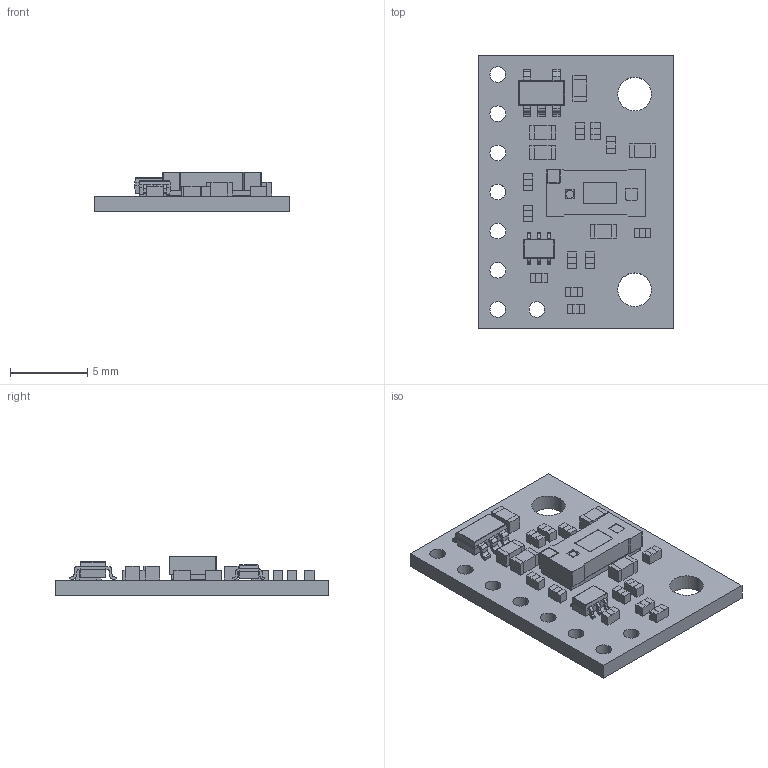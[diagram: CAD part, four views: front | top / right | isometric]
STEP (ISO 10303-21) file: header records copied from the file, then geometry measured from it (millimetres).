
FILE_DESCRIPTION (( 'STEP AP214' ), '1' );
FILE_NAME ('irs18a-for-step_0.002.step', '2022-03-30T21:06:32', ( '' ), ( '' ), 'SwSTEP 2.0', 'SolidWorks 2021', '' );
FILE_SCHEMA (( 'AUTOMOTIVE_DESIGN' ));
Length unit declared in the file: millimetre
Products named in the file (1): irs18a-for-step_0.002
Bounding box: 12.7 x 17.78 x 2.57 mm (x, y, z)
Volume: 263.3 mm3; surface area: 668 mm2
Topology: 1 solids, 1 shells, 921 faces, 2484 edges, 1624 vertices
Faces by surface type: plane 623, bspline 183, cylinder 115
Entity records: 45533 total; most frequent: CARTESIAN_POINT 13319, ORIENTED_EDGE 4968, DIRECTION 3748, EDGE_CURVE 2484, VECTOR 1874, LINE 1874, VERTEX_POINT 1624, EDGE_LOOP 1050
